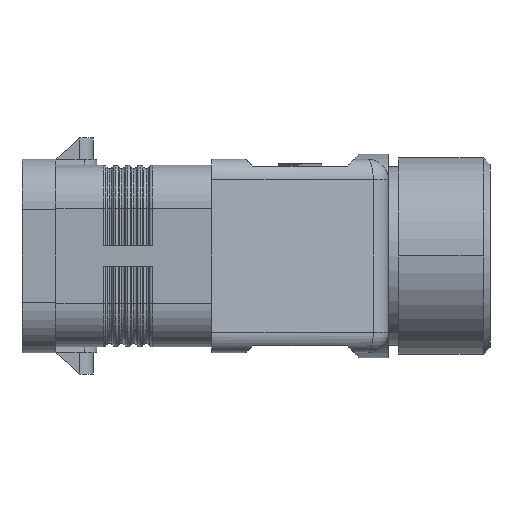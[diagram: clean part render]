
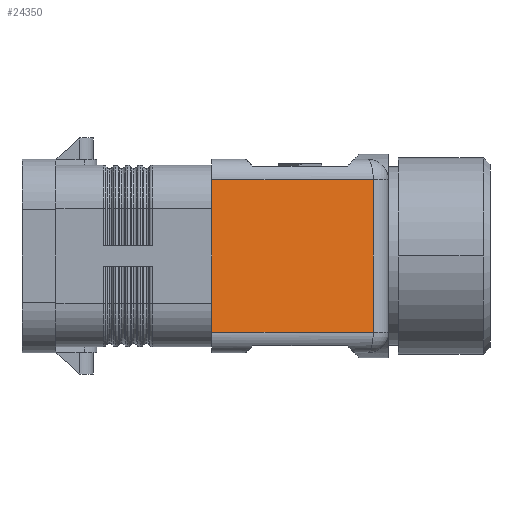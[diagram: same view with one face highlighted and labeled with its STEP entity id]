
A CAD part, left-side view. The second image highlights one B-rep face of the part: STEP entity #24350.
In plain terms, the highlighted face is planar.
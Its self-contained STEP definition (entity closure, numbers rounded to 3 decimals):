
#19800=CARTESIAN_POINT('',(28.514,49.446,58.676))
;
#19810=VERTEX_POINT('',#19800);
#20630=CARTESIAN_POINT('',(51.014,49.446,58.676))
;
#20640=VERTEX_POINT('',#20630);
#20670=CARTESIAN_POINT('',(40.022,49.446,
58.676));
#20680=DIRECTION('',(1.,0.,0.));
#20690=VECTOR('',#20680,1.);
#20700=LINE('',#20670,#20690);
#20710=EDGE_CURVE('',#19810,#20640,#20700,.T.);
#23970=CARTESIAN_POINT('',(31.328,48.981,
56.942));
#23980=DIRECTION('',(0.,-0.966,0.259));
#23990=DIRECTION('',(1.,0.,0.));
#24000=AXIS2_PLACEMENT_3D('',#23970,#23980,#23990);
#24010=PLANE('',#24000);
#24020=CARTESIAN_POINT('',(40.022,43.075,34.9));
#24030=DIRECTION('',(-1.,-0.,0.));
#24040=VECTOR('',#24030,1.);
#24050=LINE('',#24020,#24040);
#24060=CARTESIAN_POINT('',(51.014,43.075,34.9));
#24070=VERTEX_POINT('',#24060);
#24080=CARTESIAN_POINT('',(46.739,43.075,34.9));
#24090=VERTEX_POINT('',#24080);
#24100=EDGE_CURVE('',#24070,#24090,#24050,.T.);
#24110=ORIENTED_EDGE('',*,*,#24100,.F.);
#24120=CARTESIAN_POINT('',(32.789,43.075,34.9));
#24130=VERTEX_POINT('',#24120);
#24140=EDGE_CURVE('',#24090,#24130,#24050,.T.);
#24150=ORIENTED_EDGE('',*,*,#24140,.F.);
#24160=CARTESIAN_POINT('',(28.514,43.075,34.9));
#24170=VERTEX_POINT('',#24160);
#24180=EDGE_CURVE('',#24130,#24170,#24050,.T.);
#24190=ORIENTED_EDGE('',*,*,#24180,.F.);
#24200=CARTESIAN_POINT('',(28.514,36.785,11.426))
;
#24210=DIRECTION('',(0.,0.259,0.966));
#24220=VECTOR('',#24210,1.);
#24230=LINE('',#24200,#24220);
#24240=EDGE_CURVE('',#24170,#19810,#24230,.T.);
#24250=ORIENTED_EDGE('',*,*,#24240,.F.);
#24260=ORIENTED_EDGE('',*,*,#20710,.F.);
#24270=CARTESIAN_POINT('',(51.014,36.785,11.426))
;
#24280=DIRECTION('',(0.,-0.259,-0.966));
#24290=VECTOR('',#24280,1.);
#24300=LINE('',#24270,#24290);
#24310=EDGE_CURVE('',#20640,#24070,#24300,.T.);
#24320=ORIENTED_EDGE('',*,*,#24310,.F.);
#24330=EDGE_LOOP('',(#24320,#24260,#24250,#24190,#24150,#24110));
#24340=FACE_OUTER_BOUND('',#24330,.T.);
#24350=ADVANCED_FACE('',(#24340),#24010,.T.);
